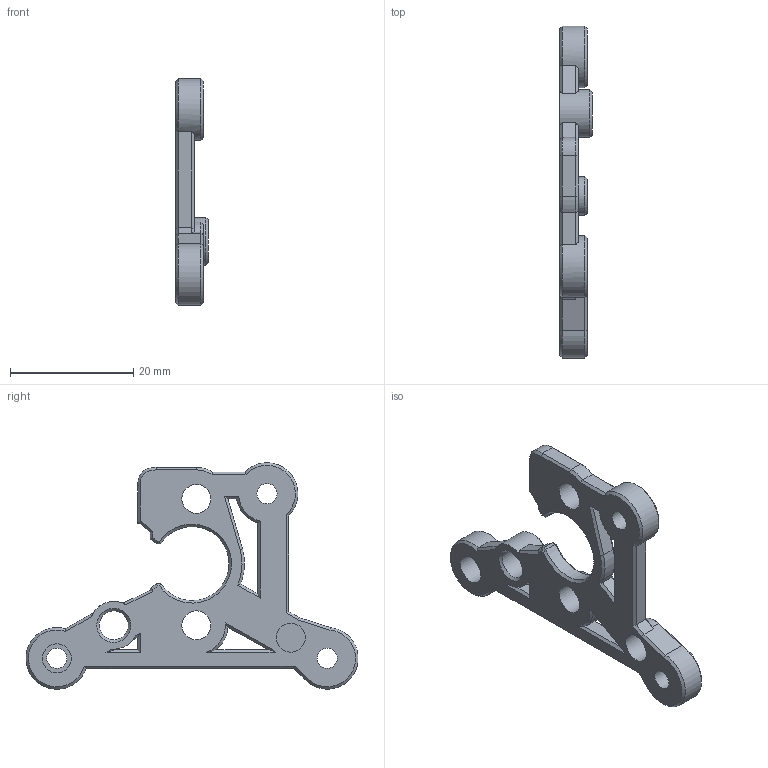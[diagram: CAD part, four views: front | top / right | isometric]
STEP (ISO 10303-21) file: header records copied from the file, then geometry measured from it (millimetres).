
FILE_DESCRIPTION(/* description */ ('STEP AP242','CAx-IF Rec.Pracs.---Representation and Presentation of Product Manufacturing Information (PMI)---4.0---2014-10-13','CAx-IF Rec.Pracs.---3D Tessellated Geometry---0.4---2014-09-14','2;1'),/* implementation_level */ '2;1');
FILE_NAME(/* name */ '62e1ed2abf89c86fc06a309f',/* time_stamp */ '2022-07-28T01:58:02+00:00',/* author */ (''),/* organization */ (''),/* preprocessor_version */ 'ST-DEVELOPER v18.102',/* originating_system */ ' ',/* authorisation */ ' ');
FILE_SCHEMA (('AP242_MANAGED_MODEL_BASED_3D_ENGINEERING_MIM_LF { 1 0 10303 442 1 1 4 }'));
Length unit declared in the file: metre
Products named in the file (1): Main Body -Base
Bounding box: 5.3 x 53.82 x 36.71 mm (x, y, z)
Surface area: 2937.7 mm2 (no closed solid volume)
Topology: 0 solids, 1 shells, 143 faces, 356 edges, 215 vertices
Faces by surface type: plane 91, cone 27, cylinder 22, bspline 3
Full cylindrical faces by diameter (mm): 3.25 x3, 4.7 x5, 6.25 x2, 7.75 x1, 10 x2
Entity records: 4097 total; most frequent: CARTESIAN_POINT 800, DIRECTION 693, ORIENTED_EDGE 640, EDGE_CURVE 320, AXIS2_PLACEMENT_3D 251, VERTEX_POINT 202, LINE 191, VECTOR 191
